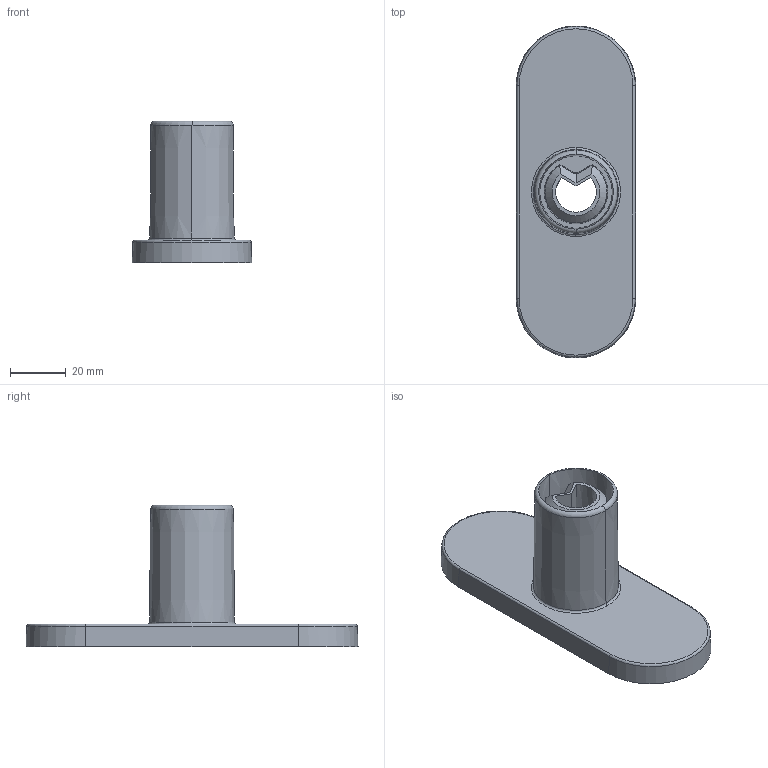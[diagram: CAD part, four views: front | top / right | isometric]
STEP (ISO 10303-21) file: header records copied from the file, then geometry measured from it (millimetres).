
FILE_DESCRIPTION((''),'2;1');
FILE_NAME('4639CB_ASM','2015-09-01T',('rsmith'),(''),'PRO/ENGINEER BY PARAMETRIC TECHNOLOGY CORPORATION, 2013150','PRO/ENGINEER BY PARAMETRIC TECHNOLOGY CORPORATION, 2013150','');
FILE_SCHEMA(('CONFIG_CONTROL_DESIGN'));
Length unit declared in the file: inch
Products named in the file (4): 80291; 80292; 91372; 4639CB_ASM
Assembly tree (3 placements, depth 2):
  4639CB_ASM
    80291
    80292
    91372
Bounding box: 42.93 x 119.13 x 50.8 mm (x, y, z)
Volume: 43122.3 mm3; surface area: 47675 mm2
Topology: 3 solids, 6 shells, 173 faces, 430 edges, 274 vertices
Faces by surface type: plane 93, cone 34, torus 26, cylinder 20
Entity records: 5354 total; most frequent: CARTESIAN_POINT 991, DIRECTION 931, ORIENTED_EDGE 841, EDGE_CURVE 430, AXIS2_PLACEMENT_3D 330, VERTEX_POINT 274, VECTOR 271, LINE 271
